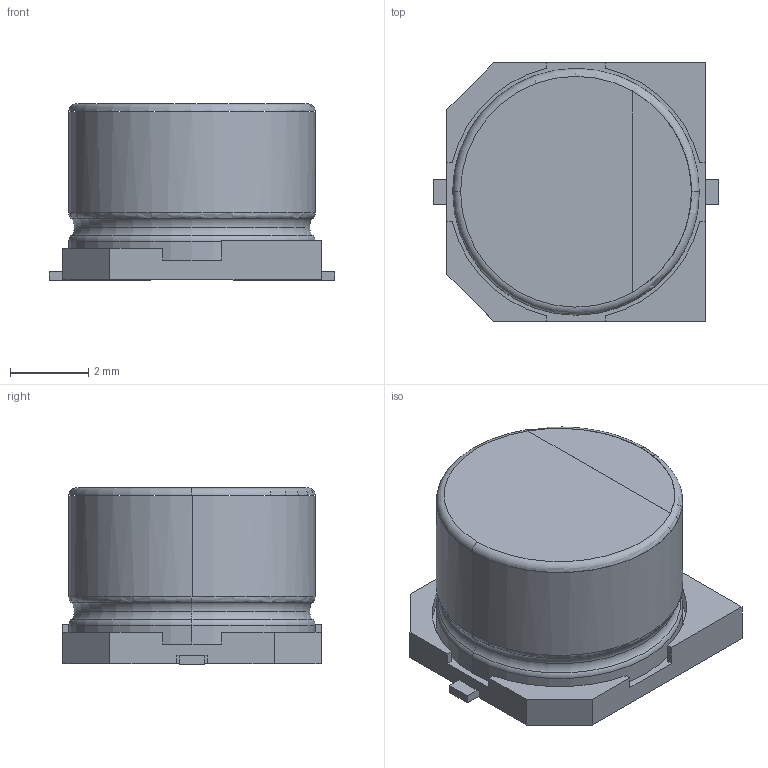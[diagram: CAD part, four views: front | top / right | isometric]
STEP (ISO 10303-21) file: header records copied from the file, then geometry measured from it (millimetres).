
FILE_DESCRIPTION (( 'STEP AP214' ), '1' );
FILE_NAME ('CAP6345.STEP', '2024-03-13T09:12:20', ( '' ), ( '' ), 'SwSTEP 2.0', 'SolidWorks 2022', '' );
FILE_SCHEMA (( 'AUTOMOTIVE_DESIGN' ));
Length unit declared in the file: millimetre
Products named in the file (1): CAP6345
Bounding box: 7.3 x 6.6 x 4.52 mm (x, y, z)
Volume: 147.7 mm3; surface area: 257.5 mm2
Topology: 2 solids, 2 shells, 64 faces, 161 edges, 102 vertices
Faces by surface type: plane 45, torus 10, cylinder 9
Entity records: 2649 total; most frequent: CARTESIAN_POINT 362, DIRECTION 326, ORIENTED_EDGE 322, EDGE_CURVE 161, LINE 122, VECTOR 122, VERTEX_POINT 102, AXIS2_PLACEMENT_3D 102
